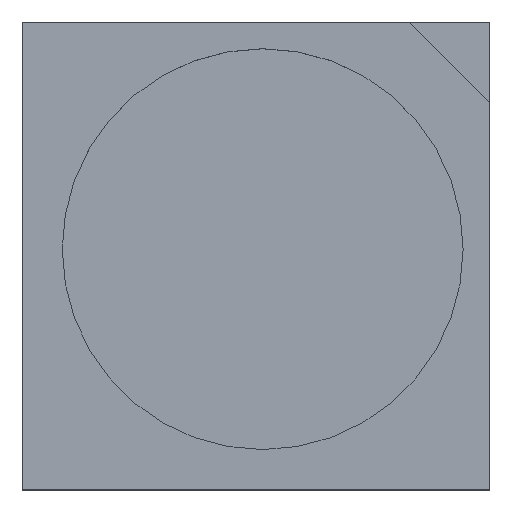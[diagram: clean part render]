
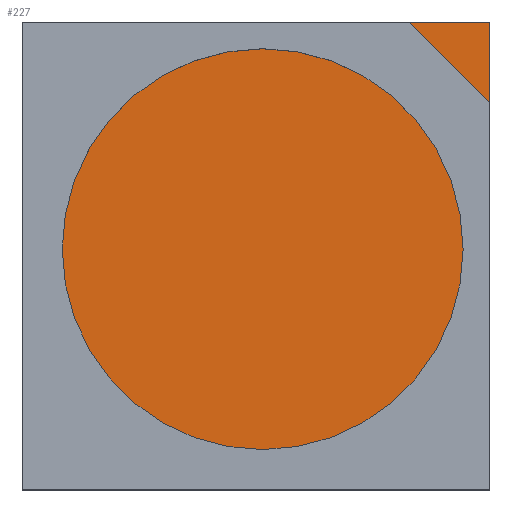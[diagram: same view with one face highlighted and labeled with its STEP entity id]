
A CAD part, top view. The second image highlights one B-rep face of the part: STEP entity #227.
In plain terms, the highlighted planar face has unit normal (0, 0, 1).
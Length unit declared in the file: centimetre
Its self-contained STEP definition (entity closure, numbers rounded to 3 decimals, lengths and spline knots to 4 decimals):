
#24=FACE_OUTER_BOUND($,#36,.T.);
#36=EDGE_LOOP($,(#162,#163,#164,#165));
#54=LINE($,#330,#81);
#56=LINE($,#336,#83);
#59=LINE($,#341,#86);
#60=LINE($,#342,#87);
#81=VECTOR($,#267,0.35);
#83=VECTOR($,#271,0.35);
#86=VECTOR($,#276,0.35);
#87=VECTOR($,#277,0.35);
#105=VERTEX_POINT($,#323);
#108=VERTEX_POINT($,#328);
#110=VERTEX_POINT($,#333);
#111=VERTEX_POINT($,#335);
#128=EDGE_CURVE($,#108,#105,#54,.T.);
#130=EDGE_CURVE($,#110,#111,#56,.F.);
#133=EDGE_CURVE($,#108,#111,#59,.T.);
#134=EDGE_CURVE($,#105,#110,#60,.F.);
#162=ORIENTED_EDGE($,*,*,#133,.T.);
#163=ORIENTED_EDGE($,*,*,#130,.F.);
#164=ORIENTED_EDGE($,*,*,#134,.F.);
#165=ORIENTED_EDGE($,*,*,#128,.F.);
#214=PLANE($,#246);
#227=ADVANCED_FACE($,(#24),#214,.F.);
#246=AXIS2_PLACEMENT_3D($,#340,#274,#275);
#267=DIRECTION($,(1.,0.,0.));
#271=DIRECTION($,(1.,0.,0.));
#274=DIRECTION('center_axis',(0.,0.,-1.));
#275=DIRECTION('ref_axis',(-1.,0.,0.));
#276=DIRECTION($,(0.,-1.,0.));
#277=DIRECTION($,(0.,1.,0.));
#323=CARTESIAN_POINT('',(0.35,0.,0.14));
#328=CARTESIAN_POINT('',(0.,0.,0.14));
#330=CARTESIAN_POINT($,(0.175,0.,0.14));
#333=CARTESIAN_POINT('',(0.35,-0.35,0.14));
#335=CARTESIAN_POINT('',(0.,-0.35,0.14));
#336=CARTESIAN_POINT($,(0.175,-0.35,0.14));
#340=CARTESIAN_POINT('Origin',(0.175,0.2625,0.14));
#341=CARTESIAN_POINT($,(0.,0.2625,0.14));
#342=CARTESIAN_POINT($,(0.35,0.2625,0.14));
